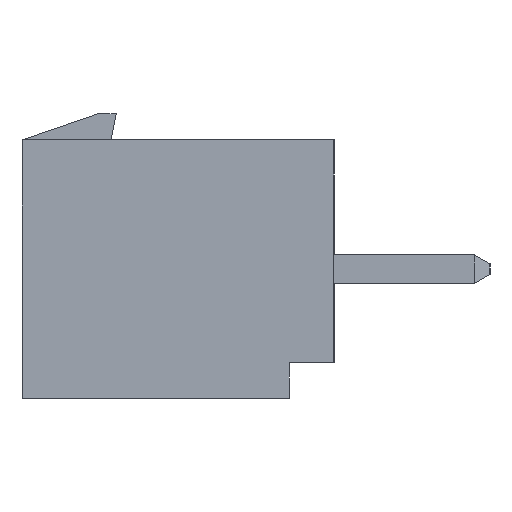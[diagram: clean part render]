
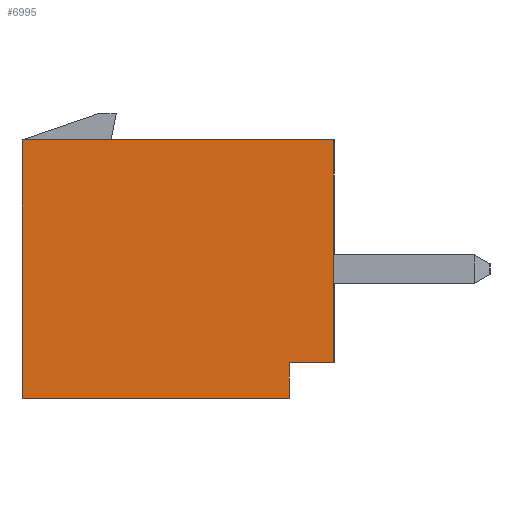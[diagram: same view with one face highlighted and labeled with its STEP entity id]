
A CAD part, left-side view. The second image highlights one B-rep face of the part: STEP entity #6995.
In plain terms, the highlighted planar face has unit normal (-1, 0, 0).
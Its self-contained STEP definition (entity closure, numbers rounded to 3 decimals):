
#30=DIRECTION('',(0.,0.,1.));
#31=VECTOR('',#30,5.);
#32=CARTESIAN_POINT('',(-11.2,0.,-2.1));
#33=LINE('',#32,#31);
#513=DIRECTION('',(0.,1.,0.));
#514=VECTOR('',#513,7.);
#515=CARTESIAN_POINT('',(-11.2,0.,2.9));
#516=LINE('',#515,#514);
#765=DIRECTION('',(0.,0.,1.));
#766=VECTOR('',#765,5.8);
#767=CARTESIAN_POINT('',(-11.2,7.,-2.9));
#768=LINE('',#767,#766);
#2172=DIRECTION('',(0.,0.,-1.));
#2173=VECTOR('',#2172,0.8);
#2174=CARTESIAN_POINT('',(-11.2,1.,-2.1));
#2175=LINE('',#2174,#2173);
#2179=DIRECTION('',(0.,1.,0.));
#2180=VECTOR('',#2179,6.);
#2181=CARTESIAN_POINT('',(-11.2,1.,-2.9));
#2182=LINE('',#2181,#2180);
#2186=DIRECTION('',(0.,1.,0.));
#2187=VECTOR('',#2186,1.);
#2188=CARTESIAN_POINT('',(-11.2,0.,-2.1));
#2189=LINE('',#2188,#2187);
#4181=CARTESIAN_POINT('',(-11.2,7.,-2.9));
#4182=CARTESIAN_POINT('',(-11.2,7.,2.9));
#4183=VERTEX_POINT('',#4181);
#4184=VERTEX_POINT('',#4182);
#4189=CARTESIAN_POINT('',(-11.2,0.,2.9));
#4190=VERTEX_POINT('',#4189);
#4209=CARTESIAN_POINT('',(-11.2,1.,-2.1));
#4210=CARTESIAN_POINT('',(-11.2,1.,-2.9));
#4211=VERTEX_POINT('',#4209);
#4212=VERTEX_POINT('',#4210);
#4217=CARTESIAN_POINT('',(-11.2,0.,-2.1));
#4218=VERTEX_POINT('',#4217);
#6981=CARTESIAN_POINT('',(-11.2,0.,-2.9));
#6982=DIRECTION('',(-1.,0.,0.));
#6983=DIRECTION('',(0.,0.,1.));
#6984=AXIS2_PLACEMENT_3D('',#6981,#6982,#6983);
#6985=PLANE('',#6984);
#6986=ORIENTED_EDGE('',*,*,#6972,.T.);
#6988=ORIENTED_EDGE('',*,*,#6987,.T.);
#6989=ORIENTED_EDGE('',*,*,#5417,.T.);
#6990=ORIENTED_EDGE('',*,*,#5175,.F.);
#6991=ORIENTED_EDGE('',*,*,#4934,.F.);
#6992=ORIENTED_EDGE('',*,*,#6335,.T.);
#6993=EDGE_LOOP('',(#6986,#6988,#6989,#6990,#6991,#6992));
#6994=FACE_OUTER_BOUND('',#6993,.F.);
#6995=ADVANCED_FACE('',(#6994),#6985,.T.);
#4934=EDGE_CURVE('',#4218,#4190,#33,.T.);
#5175=EDGE_CURVE('',#4190,#4184,#516,.T.);
#5417=EDGE_CURVE('',#4183,#4184,#768,.T.);
#6335=EDGE_CURVE('',#4218,#4211,#2189,.T.);
#6972=EDGE_CURVE('',#4211,#4212,#2175,.T.);
#6987=EDGE_CURVE('',#4212,#4183,#2182,.T.);
